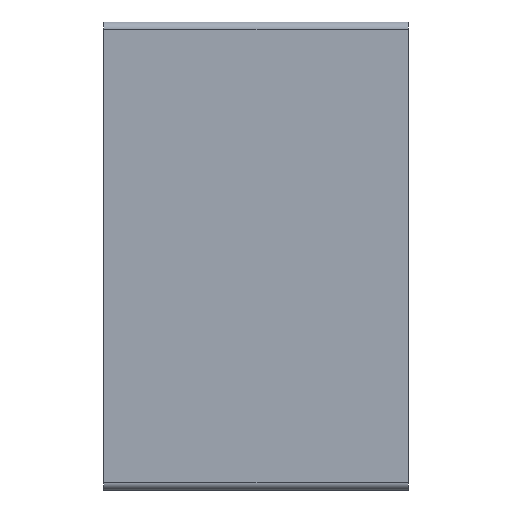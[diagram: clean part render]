
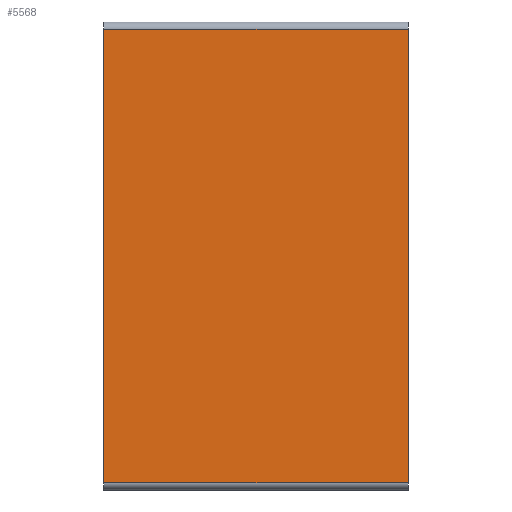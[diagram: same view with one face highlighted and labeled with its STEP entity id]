
A CAD part, left-side view. The second image highlights one B-rep face of the part: STEP entity #5568.
In plain terms, the highlighted planar face has unit normal (-1, 0, 0).
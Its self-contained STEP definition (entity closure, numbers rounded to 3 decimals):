
#67=DIRECTION('',(0.,0.,1.));
#68=VECTOR('',#67,18.4);
#69=CARTESIAN_POINT('',(-13.25,0.,-9.2));
#70=LINE('',#69,#68);
#496=DIRECTION('',(0.,0.,1.));
#497=VECTOR('',#496,18.4);
#498=CARTESIAN_POINT('',(-13.25,12.38,-9.2));
#499=LINE('',#498,#497);
#1764=DIRECTION('',(0.,-1.,0.));
#1765=VECTOR('',#1764,12.38);
#1766=CARTESIAN_POINT('',(-13.25,12.38,9.2));
#1767=LINE('',#1766,#1765);
#1782=DIRECTION('',(0.,1.,0.));
#1783=VECTOR('',#1782,12.38);
#1784=CARTESIAN_POINT('',(-13.25,0.,-9.2));
#1785=LINE('',#1784,#1783);
#2383=CARTESIAN_POINT('',(-13.25,12.38,9.2));
#2384=CARTESIAN_POINT('',(-13.25,0.,9.2));
#2385=VERTEX_POINT('',#2383);
#2386=VERTEX_POINT('',#2384);
#2423=CARTESIAN_POINT('',(-13.25,0.,-9.2));
#2424=CARTESIAN_POINT('',(-13.25,12.38,-9.2));
#2425=VERTEX_POINT('',#2423);
#2426=VERTEX_POINT('',#2424);
#5556=CARTESIAN_POINT('',(-13.25,0.,-9.5));
#5557=DIRECTION('',(-1.,0.,0.));
#5558=DIRECTION('',(0.,0.,1.));
#5559=AXIS2_PLACEMENT_3D('',#5556,#5557,#5558);
#5560=PLANE('',#5559);
#5561=ORIENTED_EDGE('',*,*,#5548,.T.);
#5562=ORIENTED_EDGE('',*,*,#2724,.F.);
#5564=ORIENTED_EDGE('',*,*,#5563,.T.);
#5565=ORIENTED_EDGE('',*,*,#3397,.T.);
#5566=EDGE_LOOP('',(#5561,#5562,#5564,#5565));
#5567=FACE_OUTER_BOUND('',#5566,.F.);
#5568=ADVANCED_FACE('',(#5567),#5560,.T.);
#2724=EDGE_CURVE('',#2425,#2386,#70,.T.);
#3397=EDGE_CURVE('',#2426,#2385,#499,.T.);
#5548=EDGE_CURVE('',#2385,#2386,#1767,.T.);
#5563=EDGE_CURVE('',#2425,#2426,#1785,.T.);
